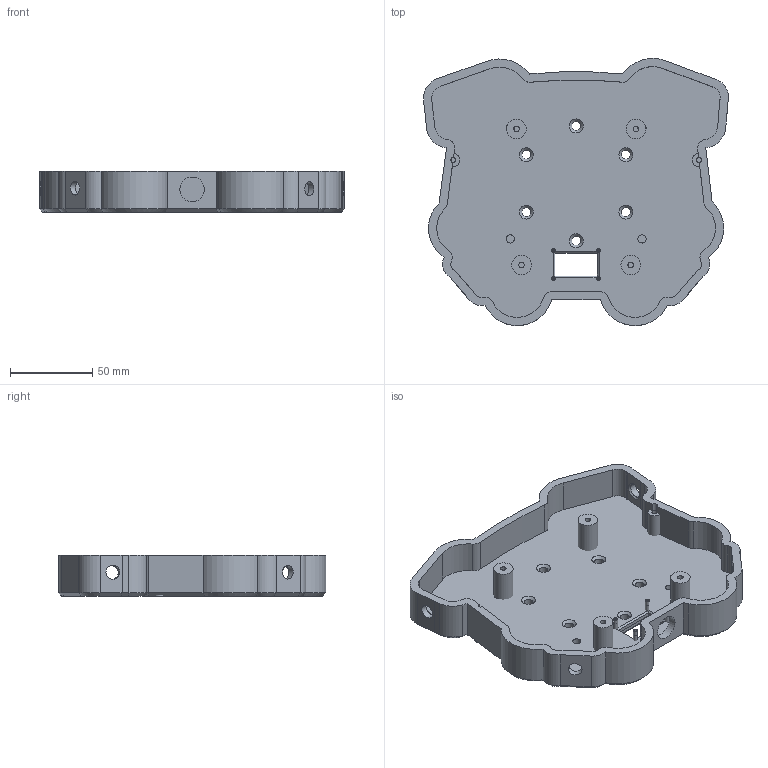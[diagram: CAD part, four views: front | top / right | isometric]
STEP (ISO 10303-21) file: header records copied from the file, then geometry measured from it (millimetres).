
FILE_DESCRIPTION(/* description */ (''),/* implementation_level */ '2;1');
FILE_NAME(/* name */ 'Caja Sobre Volante.step',/* time_stamp */ '2025-09-15T22:28:26+02:00',/* author */ (''),/* organization */ (''),/* preprocessor_version */ 'ST-DEVELOPER v20.1',/* originating_system */ 'Autodesk Translation Framework v14.17.0.0',/* authorisation */ '');
FILE_SCHEMA (('AUTOMOTIVE_DESIGN { 1 0 10303 214 3 1 1 }'));
Length unit declared in the file: millimetre
Products named in the file (1): Caja Sobre Volante
Bounding box: 185.86 x 162.77 x 25.5 mm (x, y, z)
Volume: 193517.2 mm3; surface area: 86092.8 mm2
Topology: 12 solids, 12 shells, 236 faces, 566 edges, 359 vertices
Faces by surface type: cylinder 105, plane 93, cone 38
Full cylindrical faces by diameter (mm): 1.5 x8, 2.5 x8, 3 x4, 3.4 x4, 5 x4, 5.5 x6, 8 x2, 8.5 x4, 12 x4, 15 x1
Entity records: 6968 total; most frequent: DIRECTION 1258, CARTESIAN_POINT 1217, ORIENTED_EDGE 1116, EDGE_CURVE 558, AXIS2_PLACEMENT_3D 484, VERTEX_POINT 359, EDGE_LOOP 295, LINE 290
